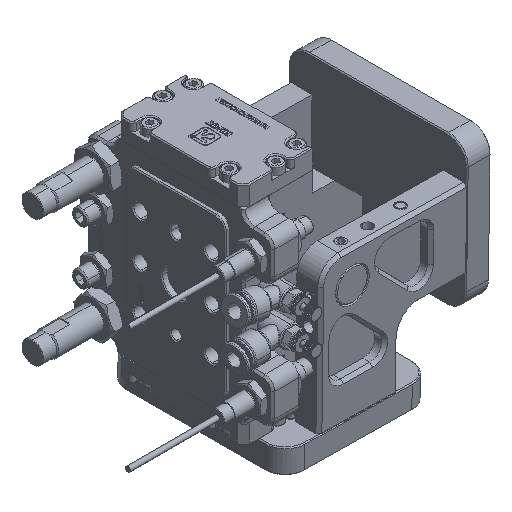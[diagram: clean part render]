
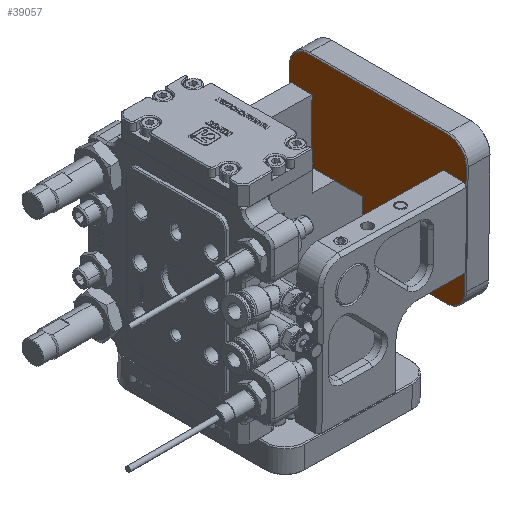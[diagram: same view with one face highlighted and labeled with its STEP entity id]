
A CAD part, isometric view. The second image highlights one B-rep face of the part: STEP entity #39057.
In plain terms, the highlighted face is planar.
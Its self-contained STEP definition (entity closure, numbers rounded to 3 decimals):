
#714 = EDGE_CURVE ( 'NONE', #33860, #38251, #8900, .T. ) ;
#1204 = DIRECTION ( 'NONE',  ( 1., 0., 0. ) ) ;
#1526 = ORIENTED_EDGE ( 'NONE', *, *, #37326, .T. ) ;
#2066 = CIRCLE ( 'NONE', #43501, 3.05 ) ;
#2081 = EDGE_CURVE ( 'NONE', #20748, #12453, #27800, .T. ) ;
#4346 = VERTEX_POINT ( 'NONE', #43595 ) ;
#4536 = AXIS2_PLACEMENT_3D ( 'NONE', #50100, #20970, #54993 ) ;
#5380 = DIRECTION ( 'NONE',  ( 1., 0., 0. ) ) ;
#5756 = VERTEX_POINT ( 'NONE', #61064 ) ;
#6009 = CARTESIAN_POINT ( 'NONE',  ( 39., -10., 12. ) ) ;
#6181 = DIRECTION ( 'NONE',  ( 0., 0., -1. ) ) ;
#7046 = ORIENTED_EDGE ( 'NONE', *, *, #25039, .T. ) ;
#8510 = VERTEX_POINT ( 'NONE', #24371 ) ;
#8805 = CARTESIAN_POINT ( 'NONE',  ( -42.05, -10., 12. ) ) ;
#8900 = CIRCLE ( 'NONE', #13341, 9.5 ) ;
#10327 = DIRECTION ( 'NONE',  ( 0., -1., 0. ) ) ;
#10884 = DIRECTION ( 'NONE',  ( 1., 0., 0. ) ) ;
#11399 = CARTESIAN_POINT ( 'NONE',  ( -35.95, 10., 12. ) ) ;
#12201 = VERTEX_POINT ( 'NONE', #40679 ) ;
#12358 = ORIENTED_EDGE ( 'NONE', *, *, #27398, .T. ) ;
#12453 = VERTEX_POINT ( 'NONE', #23914 ) ;
#12996 = VERTEX_POINT ( 'NONE', #8805 ) ;
#13102 = EDGE_CURVE ( 'NONE', #51804, #33860, #14159, .T. ) ;
#13341 = AXIS2_PLACEMENT_3D ( 'NONE', #30594, #58879, #62968 ) ;
#14037 = CARTESIAN_POINT ( 'NONE',  ( -39., -10., 12. ) ) ;
#14112 = DIRECTION ( 'NONE',  ( 0., 0., -1. ) ) ;
#14159 = LINE ( 'NONE', #58866, #51387 ) ;
#14294 = EDGE_LOOP ( 'NONE', ( #17882, #17914 ) ) ;
#14664 = FACE_BOUND ( 'NONE', #58988, .T. ) ;
#15347 = EDGE_CURVE ( 'NONE', #4346, #20748, #53529, .T. ) ;
#15394 = CARTESIAN_POINT ( 'NONE',  ( 35.95, -10., 12. ) ) ;
#15562 = CARTESIAN_POINT ( 'NONE',  ( -42.05, 10., 12. ) ) ;
#16273 = EDGE_CURVE ( 'NONE', #21364, #43808, #56450, .T. ) ;
#16517 = VERTEX_POINT ( 'NONE', #37221 ) ;
#16610 = ORIENTED_EDGE ( 'NONE', *, *, #16273, .T. ) ;
#17098 = CIRCLE ( 'NONE', #59646, 3.05 ) ;
#17781 = CIRCLE ( 'NONE', #53602, 3.05 ) ;
#17792 = ORIENTED_EDGE ( 'NONE', *, *, #2081, .T. ) ;
#17882 = ORIENTED_EDGE ( 'NONE', *, *, #50189, .T. ) ;
#17914 = ORIENTED_EDGE ( 'NONE', *, *, #60919, .T. ) ;
#18337 = CARTESIAN_POINT ( 'NONE',  ( 39., 10., 12. ) ) ;
#18662 = AXIS2_PLACEMENT_3D ( 'NONE', #14037, #48018, #18881 ) ;
#18881 = DIRECTION ( 'NONE',  ( 1., 0., 0. ) ) ;
#18983 = AXIS2_PLACEMENT_3D ( 'NONE', #6009, #39886, #10884 ) ;
#19149 = CARTESIAN_POINT ( 'NONE',  ( -35., -36.5, 12. ) ) ;
#20404 = CARTESIAN_POINT ( 'NONE',  ( -35., 36.5, 12. ) ) ;
#20620 = ORIENTED_EDGE ( 'NONE', *, *, #59374, .T. ) ;
#20703 = CARTESIAN_POINT ( 'NONE',  ( -35., -27., 12. ) ) ;
#20748 = VERTEX_POINT ( 'NONE', #40278 ) ;
#20873 = ORIENTED_EDGE ( 'NONE', *, *, #13102, .T. ) ;
#20970 = DIRECTION ( 'NONE',  ( 0., 0., -1. ) ) ;
#21007 = DIRECTION ( 'NONE',  ( 0., 0., 1. ) ) ;
#21364 = VERTEX_POINT ( 'NONE', #11399 ) ;
#21754 = ORIENTED_EDGE ( 'NONE', *, *, #60628, .T. ) ;
#22592 = CARTESIAN_POINT ( 'NONE',  ( -35., 27., 12. ) ) ;
#23255 = DIRECTION ( 'NONE',  ( 1., 0., 0. ) ) ;
#23832 = AXIS2_PLACEMENT_3D ( 'NONE', #18337, #52373, #23255 ) ;
#23914 = CARTESIAN_POINT ( 'NONE',  ( -44.5, 27., 12. ) ) ;
#23930 = DIRECTION ( 'NONE',  ( 0., 0., -1. ) ) ;
#24371 = CARTESIAN_POINT ( 'NONE',  ( 42.05, -10., 12. ) ) ;
#24518 = EDGE_CURVE ( 'NONE', #12996, #16517, #34700, .T. ) ;
#24612 = ORIENTED_EDGE ( 'NONE', *, *, #15347, .T. ) ;
#25039 = EDGE_CURVE ( 'NONE', #12201, #40178, #2066, .T. ) ;
#25603 = DIRECTION ( 'NONE',  ( 1., 0., 0. ) ) ;
#26268 = CARTESIAN_POINT ( 'NONE',  ( 44.5, -27., 12. ) ) ;
#27398 = EDGE_CURVE ( 'NONE', #43808, #21364, #38942, .T. ) ;
#27543 = FACE_BOUND ( 'NONE', #52296, .T. ) ;
#27800 = CIRCLE ( 'NONE', #41872, 9.5 ) ;
#27811 = VECTOR ( 'NONE', #50333, 1000. ) ;
#28644 = EDGE_CURVE ( 'NONE', #51965, #4346, #43433, .T. ) ;
#30209 = CARTESIAN_POINT ( 'NONE',  ( 44.5, 27., 12. ) ) ;
#30229 = DIRECTION ( 'NONE',  ( 0., 0., -1. ) ) ;
#30594 = CARTESIAN_POINT ( 'NONE',  ( 35., -27., 12. ) ) ;
#32178 = ORIENTED_EDGE ( 'NONE', *, *, #62790, .T. ) ;
#33860 = VERTEX_POINT ( 'NONE', #53469 ) ;
#34192 = CARTESIAN_POINT ( 'NONE',  ( -35., 27., 12. ) ) ;
#34395 = DIRECTION ( 'NONE',  ( 0., 0., 1. ) ) ;
#34466 = CARTESIAN_POINT ( 'NONE',  ( -44.5, -27., 12. ) ) ;
#34700 = CIRCLE ( 'NONE', #18662, 3.05 ) ;
#35188 = CARTESIAN_POINT ( 'NONE',  ( 39., 10., 12. ) ) ;
#36261 = EDGE_CURVE ( 'NONE', #5756, #51804, #37757, .T. ) ;
#36787 = DIRECTION ( 'NONE',  ( 0., 0., 1. ) ) ;
#37221 = CARTESIAN_POINT ( 'NONE',  ( -35.95, -10., 12. ) ) ;
#37326 = EDGE_CURVE ( 'NONE', #38251, #51965, #53676, .T. ) ;
#37757 = CIRCLE ( 'NONE', #46515, 9.5 ) ;
#38251 = VERTEX_POINT ( 'NONE', #26268 ) ;
#38729 = AXIS2_PLACEMENT_3D ( 'NONE', #53045, #23930, #57935 ) ;
#38942 = CIRCLE ( 'NONE', #4536, 3.05 ) ;
#39057 = ADVANCED_FACE ( 'NONE', ( #53408, #27543, #40423, #41093, #14664 ), #43948, .T. ) ;
#39118 = CIRCLE ( 'NONE', #23832, 3.05 ) ;
#39863 = AXIS2_PLACEMENT_3D ( 'NONE', #50129, #21007, #55018 ) ;
#39886 = DIRECTION ( 'NONE',  ( 0., 0., -1. ) ) ;
#40035 = AXIS2_PLACEMENT_3D ( 'NONE', #34192, #34395, #5380 ) ;
#40055 = DIRECTION ( 'NONE',  ( 1., 0., 0. ) ) ;
#40178 = VERTEX_POINT ( 'NONE', #59462 ) ;
#40278 = CARTESIAN_POINT ( 'NONE',  ( -35., 36.5, 12. ) ) ;
#40423 = FACE_BOUND ( 'NONE', #14294, .T. ) ;
#40544 = VECTOR ( 'NONE', #44624, 1000. ) ;
#40679 = CARTESIAN_POINT ( 'NONE',  ( 42.05, 10., 12. ) ) ;
#40845 = DIRECTION ( 'NONE',  ( 1., 0., 0. ) ) ;
#41093 = FACE_BOUND ( 'NONE', #44918, .T. ) ;
#41872 = AXIS2_PLACEMENT_3D ( 'NONE', #22592, #36787, #40845 ) ;
#43004 = CIRCLE ( 'NONE', #18983, 3.05 ) ;
#43165 = CARTESIAN_POINT ( 'NONE',  ( -39., -10., 12. ) ) ;
#43345 = EDGE_LOOP ( 'NONE', ( #45893, #24612, #17792, #20620, #52377, #20873, #61484, #1526 ) ) ;
#43433 = CIRCLE ( 'NONE', #39863, 9.5 ) ;
#43501 = AXIS2_PLACEMENT_3D ( 'NONE', #35188, #6181, #40055 ) ;
#43595 = CARTESIAN_POINT ( 'NONE',  ( 35., 36.5, 12. ) ) ;
#43808 = VERTEX_POINT ( 'NONE', #15562 ) ;
#43948 = PLANE ( 'NONE',  #40035 ) ;
#44624 = DIRECTION ( 'NONE',  ( -1., 0., 0. ) ) ;
#44918 = EDGE_LOOP ( 'NONE', ( #7046, #21754 ) ) ;
#45414 = CARTESIAN_POINT ( 'NONE',  ( 44.5, 27., 12. ) ) ;
#45893 = ORIENTED_EDGE ( 'NONE', *, *, #28644, .T. ) ;
#46515 = AXIS2_PLACEMENT_3D ( 'NONE', #20703, #54718, #25603 ) ;
#48018 = DIRECTION ( 'NONE',  ( 0., 0., -1. ) ) ;
#48077 = DIRECTION ( 'NONE',  ( 1., 0., 0. ) ) ;
#48873 = DIRECTION ( 'NONE',  ( 1., 0., 0. ) ) ;
#50100 = CARTESIAN_POINT ( 'NONE',  ( -39., 10., 12. ) ) ;
#50129 = CARTESIAN_POINT ( 'NONE',  ( 35., 27., 12. ) ) ;
#50189 = EDGE_CURVE ( 'NONE', #8510, #60884, #43004, .T. ) ;
#50333 = DIRECTION ( 'NONE',  ( 0., 1., 0. ) ) ;
#51387 = VECTOR ( 'NONE', #48873, 1000. ) ;
#51804 = VERTEX_POINT ( 'NONE', #19149 ) ;
#51965 = VERTEX_POINT ( 'NONE', #30209 ) ;
#52296 = EDGE_LOOP ( 'NONE', ( #16610, #12358 ) ) ;
#52373 = DIRECTION ( 'NONE',  ( 0., 0., -1. ) ) ;
#52377 = ORIENTED_EDGE ( 'NONE', *, *, #36261, .T. ) ;
#52763 = ORIENTED_EDGE ( 'NONE', *, *, #24518, .T. ) ;
#53045 = CARTESIAN_POINT ( 'NONE',  ( -39., 10., 12. ) ) ;
#53408 = FACE_OUTER_BOUND ( 'NONE', #43345, .T. ) ;
#53469 = CARTESIAN_POINT ( 'NONE',  ( 35., -36.5, 12. ) ) ;
#53529 = LINE ( 'NONE', #20404, #40544 ) ;
#53602 = AXIS2_PLACEMENT_3D ( 'NONE', #43165, #14112, #48077 ) ;
#53676 = LINE ( 'NONE', #45414, #27811 ) ;
#54718 = DIRECTION ( 'NONE',  ( 0., 0., 1. ) ) ;
#54993 = DIRECTION ( 'NONE',  ( 1., 0., 0. ) ) ;
#55018 = DIRECTION ( 'NONE',  ( 1., 0., 0. ) ) ;
#56450 = CIRCLE ( 'NONE', #38729, 3.05 ) ;
#57581 = LINE ( 'NONE', #34466, #60636 ) ;
#57935 = DIRECTION ( 'NONE',  ( 1., 0., 0. ) ) ;
#58866 = CARTESIAN_POINT ( 'NONE',  ( 35., -36.5, 12. ) ) ;
#58879 = DIRECTION ( 'NONE',  ( 0., 0., 1. ) ) ;
#58988 = EDGE_LOOP ( 'NONE', ( #32178, #52763 ) ) ;
#59344 = CARTESIAN_POINT ( 'NONE',  ( 39., -10., 12. ) ) ;
#59374 = EDGE_CURVE ( 'NONE', #12453, #5756, #57581, .T. ) ;
#59462 = CARTESIAN_POINT ( 'NONE',  ( 35.95, 10., 12. ) ) ;
#59646 = AXIS2_PLACEMENT_3D ( 'NONE', #59344, #30229, #1204 ) ;
#60628 = EDGE_CURVE ( 'NONE', #40178, #12201, #39118, .T. ) ;
#60636 = VECTOR ( 'NONE', #10327, 1000. ) ;
#60884 = VERTEX_POINT ( 'NONE', #15394 ) ;
#60919 = EDGE_CURVE ( 'NONE', #60884, #8510, #17098, .T. ) ;
#61064 = CARTESIAN_POINT ( 'NONE',  ( -44.5, -27., 12. ) ) ;
#61484 = ORIENTED_EDGE ( 'NONE', *, *, #714, .T. ) ;
#62790 = EDGE_CURVE ( 'NONE', #16517, #12996, #17781, .T. ) ;
#62968 = DIRECTION ( 'NONE',  ( 1., 0., 0. ) ) ;
